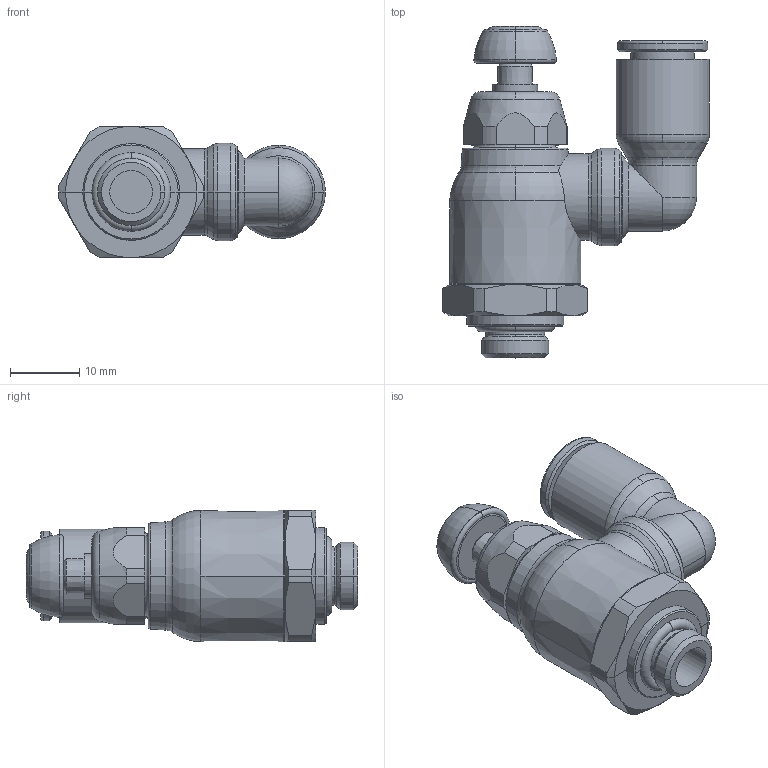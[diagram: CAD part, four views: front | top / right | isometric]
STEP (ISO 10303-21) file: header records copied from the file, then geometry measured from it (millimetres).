
FILE_DESCRIPTION(('STEP AP214'),'1');
FILE_NAME('7041_08_10.stp','2016-07-07T14:35:02',('TraceParts'),('TraceParts S.A.'),'Spatial InterOp 3D',' ',' ');
FILE_SCHEMA(('automotive_design'));
Length unit declared in the file: millimetre
Products named in the file (1): 1
Bounding box: 38.59 x 48 x 19 mm (x, y, z)
Volume: 12620.9 mm3; surface area: 4802.4 mm2
Topology: 1 solids, 2 shells, 174 faces, 438 edges, 276 vertices
Faces by surface type: cone 54, torus 44, cylinder 42, plane 34
Entity records: 10217 total; most frequent: CARTESIAN_POINT 5902, DIRECTION 1017, ORIENTED_EDGE 874, AXIS2_PLACEMENT_3D 452, EDGE_CURVE 437, CIRCLE 277, VERTEX_POINT 276, EDGE_LOOP 185
